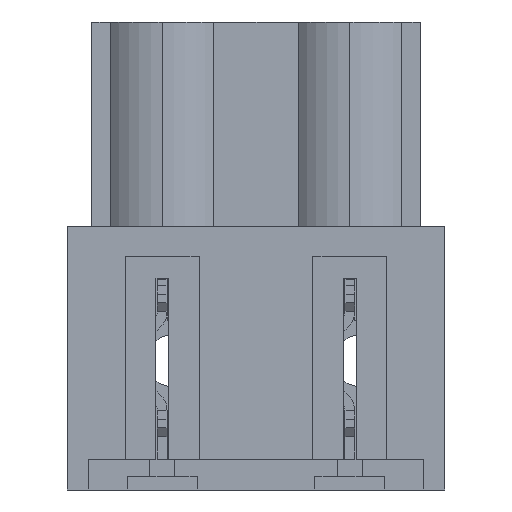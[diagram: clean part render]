
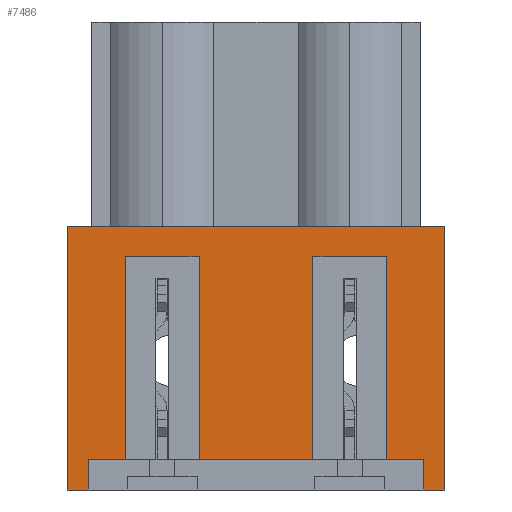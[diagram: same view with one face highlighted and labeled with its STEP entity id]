
A CAD part, front view. The second image highlights one B-rep face of the part: STEP entity #7486.
In plain terms, the highlighted planar face has unit normal (0, -1, 0).
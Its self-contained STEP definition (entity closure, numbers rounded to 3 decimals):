
#27 = VERTEX_POINT ( 'NONE', #3315 ) ;
#287 = DIRECTION ( 'NONE',  ( 0., 0., -1. ) ) ;
#318 = EDGE_CURVE ( 'NONE', #6927, #6638, #971, .T. ) ;
#356 = CARTESIAN_POINT ( 'NONE',  ( -7.67, -4.25, 0. ) ) ;
#432 = CARTESIAN_POINT ( 'NONE',  ( 5.31, -4.25, -1.2 ) ) ;
#464 = LINE ( 'NONE', #1266, #6945 ) ;
#534 = CARTESIAN_POINT ( 'NONE',  ( 5.44, -4.25, -9.45 ) ) ;
#555 = EDGE_CURVE ( 'NONE', #3868, #7933, #4136, .T. ) ;
#576 = VECTOR ( 'NONE', #1694, 1000. ) ;
#670 = VERTEX_POINT ( 'NONE', #5400 ) ;
#765 = ORIENTED_EDGE ( 'NONE', *, *, #318, .F. ) ;
#795 = EDGE_CURVE ( 'NONE', #1880, #7659, #7567, .T. ) ;
#825 = VECTOR ( 'NONE', #1031, 1000. ) ;
#850 = EDGE_CURVE ( 'NONE', #7293, #2268, #3651, .T. ) ;
#957 = CARTESIAN_POINT ( 'NONE',  ( 7.67, -4.25, -10.7 ) ) ;
#962 = CARTESIAN_POINT ( 'NONE',  ( -7.67, -4.25, -10.7 ) ) ;
#971 = LINE ( 'NONE', #5703, #7658 ) ;
#998 = CARTESIAN_POINT ( 'NONE',  ( 0., -4.25, -9.45 ) ) ;
#1023 = DIRECTION ( 'NONE',  ( 0., 0., 1. ) ) ;
#1031 = DIRECTION ( 'NONE',  ( 0., 0., 1. ) ) ;
#1117 = VERTEX_POINT ( 'NONE', #6142 ) ;
#1266 = CARTESIAN_POINT ( 'NONE',  ( 6.82, -4.25, -10.075 ) ) ;
#1332 = LINE ( 'NONE', #3131, #7420 ) ;
#1369 = ORIENTED_EDGE ( 'NONE', *, *, #5309, .T. ) ;
#1495 = EDGE_CURVE ( 'NONE', #27, #6638, #5964, .T. ) ;
#1542 = VECTOR ( 'NONE', #5554, 1000. ) ;
#1606 = EDGE_CURVE ( 'NONE', #1117, #3868, #6469, .T. ) ;
#1620 = ORIENTED_EDGE ( 'NONE', *, *, #3264, .F. ) ;
#1631 = DIRECTION ( 'NONE',  ( 1., 0., 0. ) ) ;
#1687 = ORIENTED_EDGE ( 'NONE', *, *, #6902, .F. ) ;
#1692 = LINE ( 'NONE', #998, #3175 ) ;
#1694 = DIRECTION ( 'NONE',  ( 1., 0., 0. ) ) ;
#1735 = VECTOR ( 'NONE', #6573, 1000. ) ;
#1742 = CARTESIAN_POINT ( 'NONE',  ( -6.82, -4.25, -10.075 ) ) ;
#1756 = ORIENTED_EDGE ( 'NONE', *, *, #5420, .F. ) ;
#1826 = CARTESIAN_POINT ( 'NONE',  ( -5.44, -4.25, -9.45 ) ) ;
#1880 = VERTEX_POINT ( 'NONE', #2340 ) ;
#1996 = ORIENTED_EDGE ( 'NONE', *, *, #795, .T. ) ;
#2009 = VERTEX_POINT ( 'NONE', #356 ) ;
#2021 = LINE ( 'NONE', #1826, #5159 ) ;
#2102 = DIRECTION ( 'NONE',  ( 0., 0., -1. ) ) ;
#2268 = VERTEX_POINT ( 'NONE', #5645 ) ;
#2273 = CARTESIAN_POINT ( 'NONE',  ( -6.82, -4.25, -9.45 ) ) ;
#2304 = LINE ( 'NONE', #3142, #825 ) ;
#2340 = CARTESIAN_POINT ( 'NONE',  ( -5.31, -4.25, -1.2 ) ) ;
#2464 = DIRECTION ( 'NONE',  ( -1., 0., 0. ) ) ;
#2607 = DIRECTION ( 'NONE',  ( 0., 0., -1. ) ) ;
#2648 = EDGE_CURVE ( 'NONE', #27, #4319, #464, .T. ) ;
#2914 = LINE ( 'NONE', #5274, #7518 ) ;
#3014 = LINE ( 'NONE', #534, #1542 ) ;
#3072 = CARTESIAN_POINT ( 'NONE',  ( 7.67, -4.25, 0. ) ) ;
#3116 = VERTEX_POINT ( 'NONE', #962 ) ;
#3131 = CARTESIAN_POINT ( 'NONE',  ( -7.67, -4.25, -5.35 ) ) ;
#3142 = CARTESIAN_POINT ( 'NONE',  ( -5.31, -4.25, -5.35 ) ) ;
#3146 = VECTOR ( 'NONE', #5840, 1000. ) ;
#3152 = EDGE_CURVE ( 'NONE', #6927, #2009, #6735, .T. ) ;
#3165 = DIRECTION ( 'NONE',  ( 0., 0., -1. ) ) ;
#3175 = VECTOR ( 'NONE', #5383, 1000. ) ;
#3215 = FACE_OUTER_BOUND ( 'NONE', #7663, .T. ) ;
#3264 = EDGE_CURVE ( 'NONE', #4319, #7933, #3014, .T. ) ;
#3290 = CARTESIAN_POINT ( 'NONE',  ( -2.31, -4.25, -1.2 ) ) ;
#3315 = CARTESIAN_POINT ( 'NONE',  ( 6.82, -4.25, -10.7 ) ) ;
#3501 = ORIENTED_EDGE ( 'NONE', *, *, #555, .T. ) ;
#3651 = LINE ( 'NONE', #1742, #6972 ) ;
#3689 = VERTEX_POINT ( 'NONE', #5878 ) ;
#3696 = ORIENTED_EDGE ( 'NONE', *, *, #7787, .T. ) ;
#3736 = ORIENTED_EDGE ( 'NONE', *, *, #2648, .F. ) ;
#3868 = VERTEX_POINT ( 'NONE', #432 ) ;
#3938 = CARTESIAN_POINT ( 'NONE',  ( 2.31, -4.25, -5.35 ) ) ;
#3940 = ORIENTED_EDGE ( 'NONE', *, *, #6744, .T. ) ;
#3984 = EDGE_CURVE ( 'NONE', #670, #1880, #2304, .T. ) ;
#3996 = LINE ( 'NONE', #3938, #5644 ) ;
#4066 = ORIENTED_EDGE ( 'NONE', *, *, #850, .F. ) ;
#4136 = LINE ( 'NONE', #7421, #7467 ) ;
#4153 = VECTOR ( 'NONE', #6126, 1000. ) ;
#4194 = CARTESIAN_POINT ( 'NONE',  ( 5.31, -4.25, -9.45 ) ) ;
#4319 = VERTEX_POINT ( 'NONE', #7803 ) ;
#4382 = ORIENTED_EDGE ( 'NONE', *, *, #6996, .F. ) ;
#4602 = DIRECTION ( 'NONE',  ( 0., 0., 1. ) ) ;
#4882 = ORIENTED_EDGE ( 'NONE', *, *, #1495, .T. ) ;
#4945 = CARTESIAN_POINT ( 'NONE',  ( 0., -4.25, -1.2 ) ) ;
#4962 = ORIENTED_EDGE ( 'NONE', *, *, #1606, .T. ) ;
#4971 = CARTESIAN_POINT ( 'NONE',  ( 0., -4.25, -10.7 ) ) ;
#5097 = AXIS2_PLACEMENT_3D ( 'NONE', #6282, #6909, #3165 ) ;
#5159 = VECTOR ( 'NONE', #2464, 1000. ) ;
#5274 = CARTESIAN_POINT ( 'NONE',  ( -2.31, -4.25, -5.35 ) ) ;
#5309 = EDGE_CURVE ( 'NONE', #3116, #2268, #7483, .T. ) ;
#5327 = CARTESIAN_POINT ( 'NONE',  ( 0., -4.25, 0. ) ) ;
#5383 = DIRECTION ( 'NONE',  ( -1., 0., 0. ) ) ;
#5400 = CARTESIAN_POINT ( 'NONE',  ( -5.31, -4.25, -9.45 ) ) ;
#5420 = EDGE_CURVE ( 'NONE', #7415, #3689, #1692, .T. ) ;
#5554 = DIRECTION ( 'NONE',  ( -1., 0., 0. ) ) ;
#5629 = PLANE ( 'NONE',  #5097 ) ;
#5644 = VECTOR ( 'NONE', #4602, 1000. ) ;
#5645 = CARTESIAN_POINT ( 'NONE',  ( -6.82, -4.25, -10.7 ) ) ;
#5703 = CARTESIAN_POINT ( 'NONE',  ( 7.67, -4.25, -5.35 ) ) ;
#5840 = DIRECTION ( 'NONE',  ( 1., 0., 0. ) ) ;
#5878 = CARTESIAN_POINT ( 'NONE',  ( -2.31, -4.25, -9.45 ) ) ;
#5935 = ORIENTED_EDGE ( 'NONE', *, *, #3984, .T. ) ;
#5964 = LINE ( 'NONE', #4971, #576 ) ;
#6004 = DIRECTION ( 'NONE',  ( 0., 0., -1. ) ) ;
#6126 = DIRECTION ( 'NONE',  ( 1., 0., 0. ) ) ;
#6142 = CARTESIAN_POINT ( 'NONE',  ( 2.31, -4.25, -1.2 ) ) ;
#6282 = CARTESIAN_POINT ( 'NONE',  ( -7.67, -4.25, 0. ) ) ;
#6289 = DIRECTION ( 'NONE',  ( 0., 0., 1. ) ) ;
#6469 = LINE ( 'NONE', #7654, #3146 ) ;
#6573 = DIRECTION ( 'NONE',  ( -1., 0., 0. ) ) ;
#6638 = VERTEX_POINT ( 'NONE', #957 ) ;
#6735 = LINE ( 'NONE', #5327, #1735 ) ;
#6742 = ORIENTED_EDGE ( 'NONE', *, *, #3152, .T. ) ;
#6744 = EDGE_CURVE ( 'NONE', #7415, #1117, #3996, .T. ) ;
#6902 = EDGE_CURVE ( 'NONE', #3116, #2009, #1332, .T. ) ;
#6909 = DIRECTION ( 'NONE',  ( 0., -1., 0. ) ) ;
#6927 = VERTEX_POINT ( 'NONE', #3072 ) ;
#6945 = VECTOR ( 'NONE', #6289, 1000. ) ;
#6972 = VECTOR ( 'NONE', #6004, 1000. ) ;
#6996 = EDGE_CURVE ( 'NONE', #670, #7293, #2021, .T. ) ;
#7293 = VERTEX_POINT ( 'NONE', #2273 ) ;
#7363 = VECTOR ( 'NONE', #1631, 1000. ) ;
#7415 = VERTEX_POINT ( 'NONE', #8085 ) ;
#7420 = VECTOR ( 'NONE', #1023, 1000. ) ;
#7421 = CARTESIAN_POINT ( 'NONE',  ( 5.31, -4.25, -5.35 ) ) ;
#7467 = VECTOR ( 'NONE', #2102, 1000. ) ;
#7483 = LINE ( 'NONE', #8019, #4153 ) ;
#7486 = ADVANCED_FACE ( 'NONE', ( #3215 ), #5629, .T. ) ;
#7518 = VECTOR ( 'NONE', #287, 1000. ) ;
#7567 = LINE ( 'NONE', #4945, #7363 ) ;
#7654 = CARTESIAN_POINT ( 'NONE',  ( 0., -4.25, -1.2 ) ) ;
#7659 = VERTEX_POINT ( 'NONE', #3290 ) ;
#7658 = VECTOR ( 'NONE', #2607, 1000. ) ;
#7663 = EDGE_LOOP ( 'NONE', ( #4962, #3501, #1620, #3736, #4882, #765, #6742, #1687, #1369, #4066, #4382, #5935, #1996, #3696, #1756, #3940 ) ) ;
#7787 = EDGE_CURVE ( 'NONE', #7659, #3689, #2914, .T. ) ;
#7803 = CARTESIAN_POINT ( 'NONE',  ( 6.82, -4.25, -9.45 ) ) ;
#7933 = VERTEX_POINT ( 'NONE', #4194 ) ;
#8019 = CARTESIAN_POINT ( 'NONE',  ( 0., -4.25, -10.7 ) ) ;
#8085 = CARTESIAN_POINT ( 'NONE',  ( 2.31, -4.25, -9.45 ) ) ;
